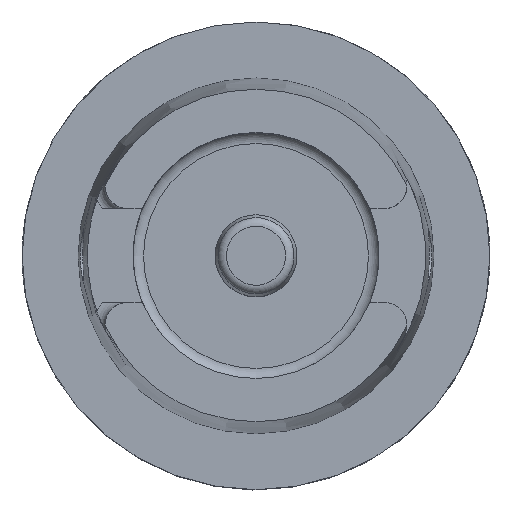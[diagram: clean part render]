
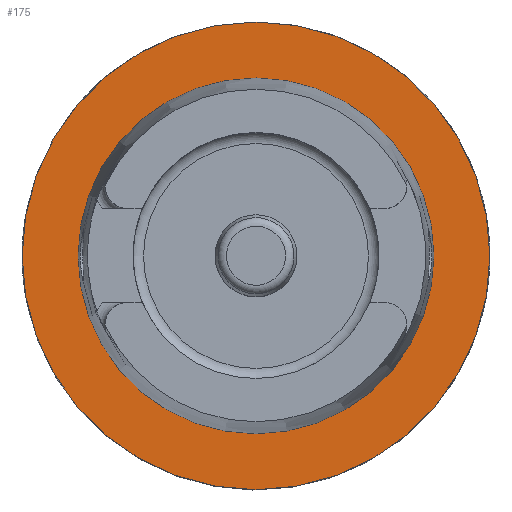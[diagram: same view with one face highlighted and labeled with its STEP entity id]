
A CAD part, top view. The second image highlights one B-rep face of the part: STEP entity #175.
In plain terms, the highlighted planar face has unit normal (0, 0, 1).
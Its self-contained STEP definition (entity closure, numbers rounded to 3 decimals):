
#69=PLANE('',#1404);
#175=ADVANCED_FACE('',(#236,#237),#69,.F.);
#236=FACE_BOUND('',#312,.T.);
#237=FACE_BOUND('',#313,.T.);
#312=EDGE_LOOP('',(#686));
#313=EDGE_LOOP('',(#687));
#404=CIRCLE('',#1342,39.97);
#427=CIRCLE('',#1403,30.407);
#686=ORIENTED_EDGE('',*,*,#971,.F.);
#687=ORIENTED_EDGE('',*,*,#1069,.F.);
#842=VERTEX_POINT('',#1898);
#904=VERTEX_POINT('',#2144);
#971=EDGE_CURVE('',#842,#842,#404,.T.);
#1069=EDGE_CURVE('',#904,#904,#427,.T.);
#1342=AXIS2_PLACEMENT_3D('',#1897,#1495,#1496);
#1403=AXIS2_PLACEMENT_3D('',#2143,#1680,#1681);
#1404=AXIS2_PLACEMENT_3D('',#2145,#1682,#1683);
#1495=DIRECTION('',(0.,0.,-1.));
#1496=DIRECTION('',(-1.,0.,0.));
#1680=DIRECTION('',(0.,0.,1.));
#1681=DIRECTION('',(-1.,0.,0.));
#1682=DIRECTION('',(0.,0.,-1.));
#1683=DIRECTION('',(-1.,0.,0.));
#1897=CARTESIAN_POINT('',(0.,0.,0.));
#1898=CARTESIAN_POINT('',(-39.97,0.,0.));
#2143=CARTESIAN_POINT('',(0.,0.,0.));
#2144=CARTESIAN_POINT('',(-30.407,0.,0.));
#2145=CARTESIAN_POINT('',(0.,-31.878,0.));
